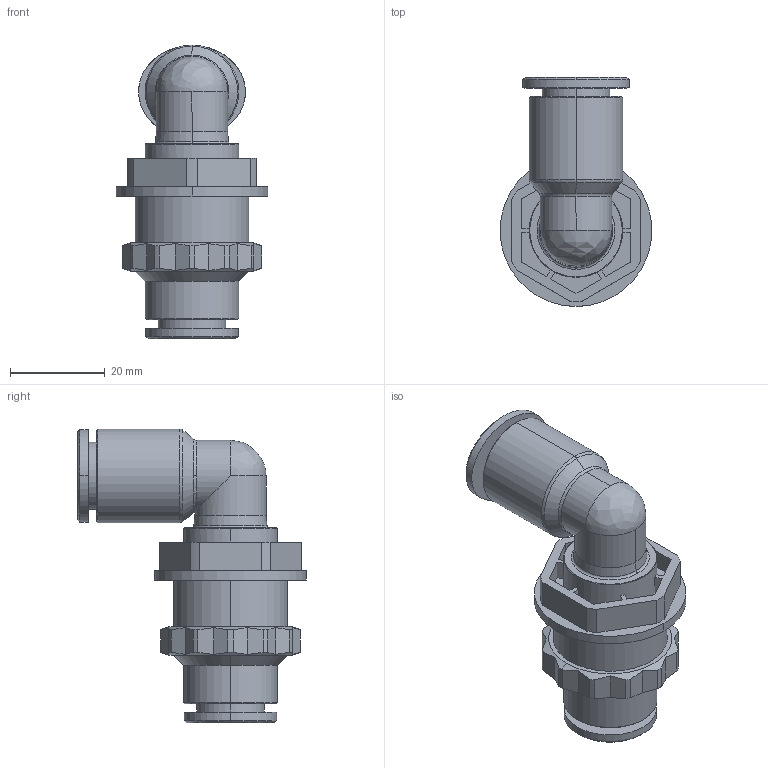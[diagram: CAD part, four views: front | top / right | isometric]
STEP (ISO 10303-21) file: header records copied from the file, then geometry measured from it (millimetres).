
FILE_DESCRIPTION (( 'STEP AP214' ), '1' );
FILE_NAME ('PLM12.STEP', '2015-10-09T13:26:25', ( '' ), ( '' ), 'SwSTEP 2.0', 'SolidWorks 2015', '' );
FILE_SCHEMA (( 'AUTOMOTIVE_DESIGN' ));
Length unit declared in the file: millimetre
Products named in the file (2): ｦ+ﾃｦ1; PLM12
Assembly tree (1 placements, depth 2):
  PLM12
    ｦ+ﾃｦ1
Bounding box: 32 x 48.2 x 61.9 mm (x, y, z)
Volume: 23135.4 mm3; surface area: 10594 mm2
Topology: 1 solids, 1 shells, 833 faces, 2372 edges, 1573 vertices
Faces by surface type: plane 739, cylinder 47, cone 26, bspline 17, torus 4
Entity records: 28945 total; most frequent: CARTESIAN_POINT 5883, ORIENTED_EDGE 4742, DIRECTION 4078, EDGE_CURVE 2371, VECTOR 2132, LINE 2132, VERTEX_POINT 1573, AXIS2_PLACEMENT_3D 973
